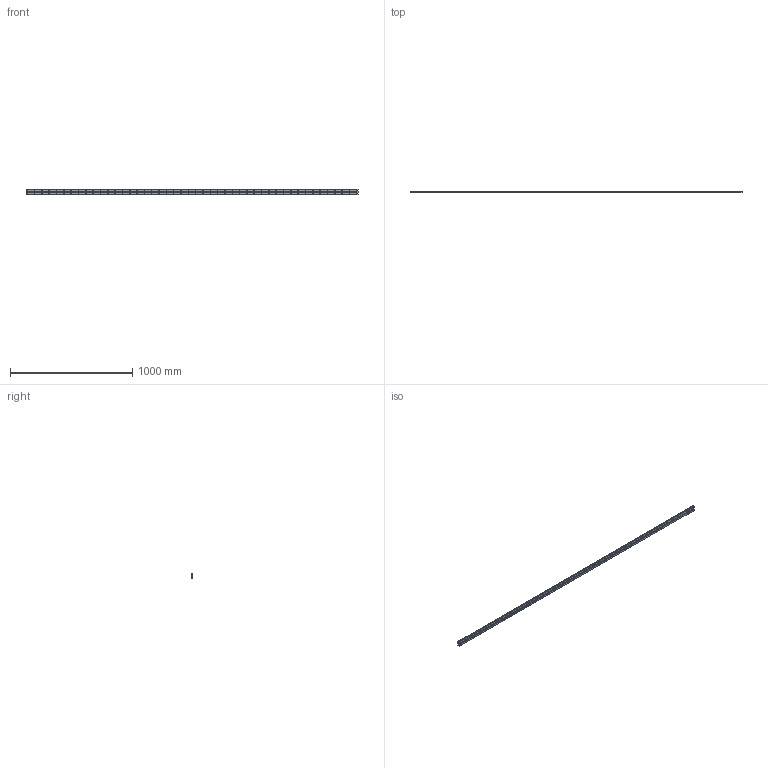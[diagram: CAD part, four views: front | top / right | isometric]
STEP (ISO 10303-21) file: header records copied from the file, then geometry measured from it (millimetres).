
FILE_DESCRIPTION (( 'STEP AP214' ), '1' );
FILE_NAME ('HRW27CA1SS-2720L_G10_0_B-M6F_1323-6_0_0_0_1.STEP', '2021-07-06T11:29:37', ( '' ), ( '' ), 'SwSTEP 2.0', 'SolidWorks 2021', '' );
FILE_SCHEMA (( 'AUTOMOTIVE_DESIGN' ));
Length unit declared in the file: millimetre
Products named in the file (2): HRW27CA1SS-2720L_G10_0_B-M6F_1323-6_0_0_0_1; _HRW27CA272010 Track
Assembly tree (1 placements, depth 2):
  HRW27CA1SS-2720L_G10_0_B-M6F_1323-6_0_0_0_1
    _HRW27CA272010 Track
Bounding box: 2720 x 15 x 42 mm (x, y, z)
Volume: 1518114.6 mm3; surface area: 341204.2 mm2
Topology: 1 solids, 1 shells, 495 faces, 1203 edges, 802 vertices
Faces by surface type: cylinder 373, plane 122
Entity records: 15357 total; most frequent: DIRECTION 2947, CARTESIAN_POINT 2504, ORIENTED_EDGE 2406, AXIS2_PLACEMENT_3D 1245, EDGE_CURVE 1203, VERTEX_POINT 802, EDGE_LOOP 771, CIRCLE 746
